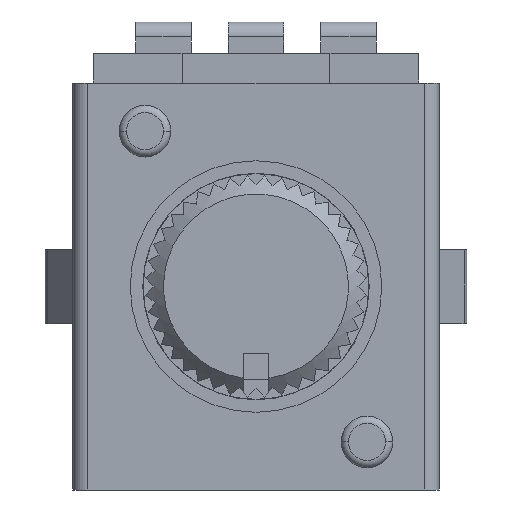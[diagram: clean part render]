
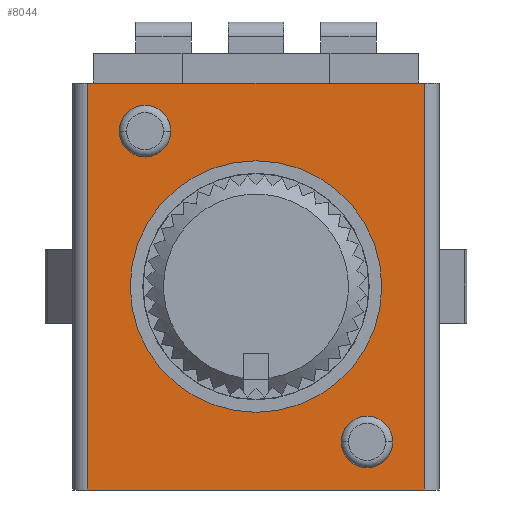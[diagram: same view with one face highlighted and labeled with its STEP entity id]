
A CAD part, front view. The second image highlights one B-rep face of the part: STEP entity #8044.
In plain terms, the highlighted planar face has unit normal (0, -1, 0).
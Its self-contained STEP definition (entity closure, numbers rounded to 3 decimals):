
#4323=DIRECTION('',(1.,0.,0.));
#4324=VECTOR('',#4323,9.1);
#4325=CARTESIAN_POINT('',(-4.55,-0.4,-5.5));
#4326=LINE('',#4325,#4324);
#4444=DIRECTION('',(0.,0.,-1.));
#4445=VECTOR('',#4444,11.);
#4446=CARTESIAN_POINT('',(-4.55,-0.4,5.5));
#4447=LINE('',#4446,#4445);
#4448=DIRECTION('',(1.,0.,0.));
#4449=VECTOR('',#4448,9.1);
#4450=CARTESIAN_POINT('',(-4.55,-0.4,5.5));
#4451=LINE('',#4450,#4449);
#4452=CARTESIAN_POINT('',(0.,-0.4,0.));
#4453=DIRECTION('',(0.,-1.,0.));
#4454=DIRECTION('',(1.,0.,0.));
#4455=AXIS2_PLACEMENT_3D('',#4452,#4453,#4454);
#4457=CARTESIAN_POINT('',(0.,-0.4,0.));
#4458=DIRECTION('',(0.,-1.,0.));
#4459=DIRECTION('',(-1.,0.,0.));
#4460=AXIS2_PLACEMENT_3D('',#4457,#4458,#4459);
#4462=CARTESIAN_POINT('',(3.,-0.4,-4.2));
#4463=DIRECTION('',(0.,-1.,0.));
#4464=DIRECTION('',(0.,0.,-1.));
#4465=AXIS2_PLACEMENT_3D('',#4462,#4463,#4464);
#4467=CARTESIAN_POINT('',(3.,-0.4,-4.2));
#4468=DIRECTION('',(0.,-1.,0.));
#4469=DIRECTION('',(0.,0.,1.));
#4470=AXIS2_PLACEMENT_3D('',#4467,#4468,#4469);
#4472=CARTESIAN_POINT('',(-3.,-0.4,4.2));
#4473=DIRECTION('',(0.,-1.,0.));
#4474=DIRECTION('',(0.,0.,1.));
#4475=AXIS2_PLACEMENT_3D('',#4472,#4473,#4474);
#4477=CARTESIAN_POINT('',(-3.,-0.4,4.2));
#4478=DIRECTION('',(0.,-1.,0.));
#4479=DIRECTION('',(0.,0.,-1.));
#4480=AXIS2_PLACEMENT_3D('',#4477,#4478,#4479);
#4482=DIRECTION('',(0.,0.,1.));
#4483=VECTOR('',#4482,11.);
#4484=CARTESIAN_POINT('',(4.55,-0.4,-5.5));
#4485=LINE('',#4484,#4483);
#5728=CARTESIAN_POINT('',(-4.55,-0.4,-5.5));
#5729=VERTEX_POINT('',#5728);
#5730=CARTESIAN_POINT('',(4.55,-0.4,-5.5));
#5731=VERTEX_POINT('',#5730);
#5788=CARTESIAN_POINT('',(3.4,-0.4,0.));
#5789=CARTESIAN_POINT('',(-3.4,-0.4,0.));
#5790=VERTEX_POINT('',#5788);
#5791=VERTEX_POINT('',#5789);
#5792=CARTESIAN_POINT('',(-4.55,-0.4,5.5));
#5793=VERTEX_POINT('',#5792);
#5794=CARTESIAN_POINT('',(4.55,-0.4,5.5));
#5795=VERTEX_POINT('',#5794);
#5796=CARTESIAN_POINT('',(3.,-0.4,-4.9));
#5797=CARTESIAN_POINT('',(3.,-0.4,-3.5));
#5798=VERTEX_POINT('',#5796);
#5799=VERTEX_POINT('',#5797);
#5800=CARTESIAN_POINT('',(-3.,-0.4,4.9));
#5801=CARTESIAN_POINT('',(-3.,-0.4,3.5));
#5802=VERTEX_POINT('',#5800);
#5803=VERTEX_POINT('',#5801);
#8014=CARTESIAN_POINT('',(-4.55,-0.4,-5.5));
#8015=DIRECTION('',(0.,-1.,0.));
#8016=DIRECTION('',(1.,0.,0.));
#8017=AXIS2_PLACEMENT_3D('',#8014,#8015,#8016);
#8018=PLANE('',#8017);
#8019=ORIENTED_EDGE('',*,*,#7859,.F.);
#8020=ORIENTED_EDGE('',*,*,#8009,.F.);
#8021=ORIENTED_EDGE('',*,*,#6748,.T.);
#8023=ORIENTED_EDGE('',*,*,#8022,.F.);
#8024=EDGE_LOOP('',(#8019,#8020,#8021,#8023));
#8025=FACE_OUTER_BOUND('',#8024,.F.);
#8027=ORIENTED_EDGE('',*,*,#8026,.T.);
#8029=ORIENTED_EDGE('',*,*,#8028,.T.);
#8030=EDGE_LOOP('',(#8027,#8029));
#8031=FACE_BOUND('',#8030,.F.);
#8033=ORIENTED_EDGE('',*,*,#8032,.T.);
#8035=ORIENTED_EDGE('',*,*,#8034,.T.);
#8036=EDGE_LOOP('',(#8033,#8035));
#8037=FACE_BOUND('',#8036,.F.);
#8039=ORIENTED_EDGE('',*,*,#8038,.T.);
#8041=ORIENTED_EDGE('',*,*,#8040,.T.);
#8042=EDGE_LOOP('',(#8039,#8041));
#8043=FACE_BOUND('',#8042,.F.);
#4456=CIRCLE('',#4455,3.4);
#4461=CIRCLE('',#4460,3.4);
#4466=CIRCLE('',#4465,0.7);
#4471=CIRCLE('',#4470,0.7);
#4476=CIRCLE('',#4475,0.7);
#4481=CIRCLE('',#4480,0.7);
#6748=EDGE_CURVE('',#5793,#5795,#4451,.T.);
#7859=EDGE_CURVE('',#5729,#5731,#4326,.T.);
#8009=EDGE_CURVE('',#5793,#5729,#4447,.T.);
#8022=EDGE_CURVE('',#5731,#5795,#4485,.T.);
#8026=EDGE_CURVE('',#5790,#5791,#4456,.T.);
#8028=EDGE_CURVE('',#5791,#5790,#4461,.T.);
#8032=EDGE_CURVE('',#5798,#5799,#4466,.T.);
#8034=EDGE_CURVE('',#5799,#5798,#4471,.T.);
#8038=EDGE_CURVE('',#5802,#5803,#4476,.T.);
#8040=EDGE_CURVE('',#5803,#5802,#4481,.T.);
#8044=ADVANCED_FACE('',(#8025,#8031,#8037,#8043),#8018,.T.);
